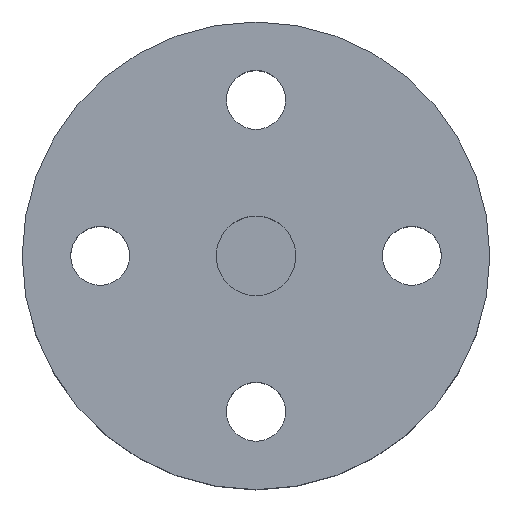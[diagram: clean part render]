
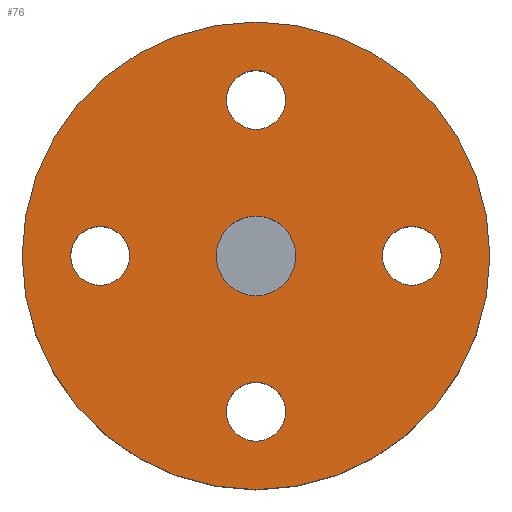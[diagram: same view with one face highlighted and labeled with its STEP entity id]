
A CAD part, top view. The second image highlights one B-rep face of the part: STEP entity #76.
In plain terms, the highlighted planar face has unit normal (0, 0, 1).
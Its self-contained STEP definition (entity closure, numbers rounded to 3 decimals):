
#9 = CARTESIAN_POINT ( 'NONE',  ( 0., 0., 0. ) ) ;
#18 = FACE_BOUND ( 'NONE', #388, .T. ) ;
#19 = ORIENTED_EDGE ( 'NONE', *, *, #313, .T. ) ;
#23 = VERTEX_POINT ( 'NONE', #387 ) ;
#26 = VERTEX_POINT ( 'NONE', #573 ) ;
#50 = AXIS2_PLACEMENT_3D ( 'NONE', #775, #726, #427 ) ;
#52 = CIRCLE ( 'NONE', #533, 1.7 ) ;
#54 = DIRECTION ( 'NONE',  ( 0., 0., -1. ) ) ;
#59 = ORIENTED_EDGE ( 'NONE', *, *, #255, .T. ) ;
#65 = CIRCLE ( 'NONE', #166, 1.7 ) ;
#69 = ORIENTED_EDGE ( 'NONE', *, *, #114, .T. ) ;
#74 = DIRECTION ( 'NONE',  ( 0., 0., 1. ) ) ;
#76 = ADVANCED_FACE ( 'NONE', ( #18, #192, #747, #456, #379, #208 ), #85, .F. ) ;
#81 = CARTESIAN_POINT ( 'NONE',  ( -10.7, 0., 0. ) ) ;
#83 = VERTEX_POINT ( 'NONE', #81 ) ;
#85 = PLANE ( 'NONE',  #267 ) ;
#86 = EDGE_LOOP ( 'NONE', ( #19, #59 ) ) ;
#95 = CARTESIAN_POINT ( 'NONE',  ( 7.3, 0., 0. ) ) ;
#97 = DIRECTION ( 'NONE',  ( 0., 0., -1. ) ) ;
#105 = DIRECTION ( 'NONE',  ( -1., 0., 0. ) ) ;
#109 = EDGE_LOOP ( 'NONE', ( #307, #521 ) ) ;
#114 = EDGE_CURVE ( 'NONE', #571, #451, #684, .T. ) ;
#118 = EDGE_LOOP ( 'NONE', ( #756, #260 ) ) ;
#121 = DIRECTION ( 'NONE',  ( 1., 0., 0. ) ) ;
#124 = CIRCLE ( 'NONE', #140, 1.7 ) ;
#137 = AXIS2_PLACEMENT_3D ( 'NONE', #617, #74, #315 ) ;
#140 = AXIS2_PLACEMENT_3D ( 'NONE', #671, #599, #754 ) ;
#155 = CARTESIAN_POINT ( 'NONE',  ( 0., 0., 0. ) ) ;
#157 = DIRECTION ( 'NONE',  ( 0., 0., 1. ) ) ;
#158 = ORIENTED_EDGE ( 'NONE', *, *, #500, .T. ) ;
#164 = CIRCLE ( 'NONE', #640, 1.7 ) ;
#166 = AXIS2_PLACEMENT_3D ( 'NONE', #275, #97, #579 ) ;
#174 = ORIENTED_EDGE ( 'NONE', *, *, #563, .T. ) ;
#176 = DIRECTION ( 'NONE',  ( 0., 0., -1. ) ) ;
#186 = CARTESIAN_POINT ( 'NONE',  ( 1.7, -9., 0. ) ) ;
#187 = ORIENTED_EDGE ( 'NONE', *, *, #425, .T. ) ;
#191 = EDGE_CURVE ( 'NONE', #451, #571, #317, .T. ) ;
#192 = FACE_BOUND ( 'NONE', #86, .T. ) ;
#194 = CARTESIAN_POINT ( 'NONE',  ( 0., -9., 0. ) ) ;
#208 = FACE_BOUND ( 'NONE', #109, .T. ) ;
#231 = CARTESIAN_POINT ( 'NONE',  ( -9., 0., 0. ) ) ;
#234 = VERTEX_POINT ( 'NONE', #292 ) ;
#239 = CIRCLE ( 'NONE', #435, 1.7 ) ;
#248 = DIRECTION ( 'NONE',  ( 1., 0., 0. ) ) ;
#249 = ORIENTED_EDGE ( 'NONE', *, *, #191, .T. ) ;
#255 = EDGE_CURVE ( 'NONE', #83, #575, #164, .T. ) ;
#260 = ORIENTED_EDGE ( 'NONE', *, *, #341, .T. ) ;
#267 = AXIS2_PLACEMENT_3D ( 'NONE', #623, #742, #325 ) ;
#275 = CARTESIAN_POINT ( 'NONE',  ( 9., 0., 0. ) ) ;
#280 = EDGE_CURVE ( 'NONE', #566, #26, #730, .T. ) ;
#292 = CARTESIAN_POINT ( 'NONE',  ( 10.7, 0., 0. ) ) ;
#297 = DIRECTION ( 'NONE',  ( 0., 0., -1. ) ) ;
#305 = CIRCLE ( 'NONE', #496, 2.3 ) ;
#307 = ORIENTED_EDGE ( 'NONE', *, *, #770, .T. ) ;
#313 = EDGE_CURVE ( 'NONE', #575, #83, #52, .T. ) ;
#315 = DIRECTION ( 'NONE',  ( 1., 0., 0. ) ) ;
#317 = CIRCLE ( 'NONE', #345, 13.5 ) ;
#325 = DIRECTION ( 'NONE',  ( 1., 0., 0. ) ) ;
#326 = VERTEX_POINT ( 'NONE', #654 ) ;
#341 = EDGE_CURVE ( 'NONE', #487, #424, #547, .T. ) ;
#345 = AXIS2_PLACEMENT_3D ( 'NONE', #155, #157, #768 ) ;
#360 = EDGE_CURVE ( 'NONE', #23, #326, #305, .T. ) ;
#375 = CARTESIAN_POINT ( 'NONE',  ( -13.5, 0., 0. ) ) ;
#379 = FACE_BOUND ( 'NONE', #118, .T. ) ;
#383 = CIRCLE ( 'NONE', #421, 2.3 ) ;
#386 = DIRECTION ( 'NONE',  ( 1., 0., 0. ) ) ;
#387 = CARTESIAN_POINT ( 'NONE',  ( -2.3, 0., 0. ) ) ;
#388 = EDGE_LOOP ( 'NONE', ( #187, #174 ) ) ;
#390 = DIRECTION ( 'NONE',  ( 1., 0., 0. ) ) ;
#393 = CARTESIAN_POINT ( 'NONE',  ( -1.7, 9., 0. ) ) ;
#408 = CARTESIAN_POINT ( 'NONE',  ( -7.3, 0., 0. ) ) ;
#410 = EDGE_LOOP ( 'NONE', ( #249, #69 ) ) ;
#420 = DIRECTION ( 'NONE',  ( 1., 0., 0. ) ) ;
#421 = AXIS2_PLACEMENT_3D ( 'NONE', #438, #557, #616 ) ;
#424 = VERTEX_POINT ( 'NONE', #186 ) ;
#425 = EDGE_CURVE ( 'NONE', #234, #662, #649, .T. ) ;
#427 = DIRECTION ( 'NONE',  ( 1., 0., 0. ) ) ;
#434 = CARTESIAN_POINT ( 'NONE',  ( 9., 0., 0. ) ) ;
#435 = AXIS2_PLACEMENT_3D ( 'NONE', #194, #443, #386 ) ;
#438 = CARTESIAN_POINT ( 'NONE',  ( 0., 0., 0. ) ) ;
#443 = DIRECTION ( 'NONE',  ( 0., 0., -1. ) ) ;
#451 = VERTEX_POINT ( 'NONE', #375 ) ;
#456 = FACE_BOUND ( 'NONE', #743, .T. ) ;
#487 = VERTEX_POINT ( 'NONE', #564 ) ;
#496 = AXIS2_PLACEMENT_3D ( 'NONE', #9, #712, #105 ) ;
#500 = EDGE_CURVE ( 'NONE', #326, #23, #383, .T. ) ;
#521 = ORIENTED_EDGE ( 'NONE', *, *, #280, .T. ) ;
#525 = EDGE_CURVE ( 'NONE', #424, #487, #239, .T. ) ;
#533 = AXIS2_PLACEMENT_3D ( 'NONE', #231, #297, #121 ) ;
#547 = CIRCLE ( 'NONE', #559, 1.7 ) ;
#557 = DIRECTION ( 'NONE',  ( 0., 0., -1. ) ) ;
#559 = AXIS2_PLACEMENT_3D ( 'NONE', #779, #54, #420 ) ;
#563 = EDGE_CURVE ( 'NONE', #662, #234, #65, .T. ) ;
#564 = CARTESIAN_POINT ( 'NONE',  ( -1.7, -9., 0. ) ) ;
#566 = VERTEX_POINT ( 'NONE', #393 ) ;
#571 = VERTEX_POINT ( 'NONE', #749 ) ;
#573 = CARTESIAN_POINT ( 'NONE',  ( 1.7, 9., 0. ) ) ;
#575 = VERTEX_POINT ( 'NONE', #408 ) ;
#579 = DIRECTION ( 'NONE',  ( 1., 0., 0. ) ) ;
#599 = DIRECTION ( 'NONE',  ( 0., 0., -1. ) ) ;
#616 = DIRECTION ( 'NONE',  ( -1., 0., 0. ) ) ;
#617 = CARTESIAN_POINT ( 'NONE',  ( 0., 0., 0. ) ) ;
#623 = CARTESIAN_POINT ( 'NONE',  ( 0., 0., 0. ) ) ;
#629 = ORIENTED_EDGE ( 'NONE', *, *, #360, .T. ) ;
#640 = AXIS2_PLACEMENT_3D ( 'NONE', #669, #176, #248 ) ;
#649 = CIRCLE ( 'NONE', #773, 1.7 ) ;
#654 = CARTESIAN_POINT ( 'NONE',  ( 2.3, 0., 0. ) ) ;
#662 = VERTEX_POINT ( 'NONE', #95 ) ;
#669 = CARTESIAN_POINT ( 'NONE',  ( -9., 0., 0. ) ) ;
#671 = CARTESIAN_POINT ( 'NONE',  ( 0., 9., 0. ) ) ;
#673 = DIRECTION ( 'NONE',  ( 0., 0., -1. ) ) ;
#684 = CIRCLE ( 'NONE', #137, 13.5 ) ;
#712 = DIRECTION ( 'NONE',  ( 0., 0., -1. ) ) ;
#726 = DIRECTION ( 'NONE',  ( 0., 0., -1. ) ) ;
#730 = CIRCLE ( 'NONE', #50, 1.7 ) ;
#742 = DIRECTION ( 'NONE',  ( 0., 0., -1. ) ) ;
#743 = EDGE_LOOP ( 'NONE', ( #629, #158 ) ) ;
#747 = FACE_OUTER_BOUND ( 'NONE', #410, .T. ) ;
#749 = CARTESIAN_POINT ( 'NONE',  ( 13.5, 0., 0. ) ) ;
#754 = DIRECTION ( 'NONE',  ( 1., 0., 0. ) ) ;
#756 = ORIENTED_EDGE ( 'NONE', *, *, #525, .T. ) ;
#768 = DIRECTION ( 'NONE',  ( 1., 0., 0. ) ) ;
#770 = EDGE_CURVE ( 'NONE', #26, #566, #124, .T. ) ;
#773 = AXIS2_PLACEMENT_3D ( 'NONE', #434, #673, #390 ) ;
#775 = CARTESIAN_POINT ( 'NONE',  ( 0., 9., 0. ) ) ;
#779 = CARTESIAN_POINT ( 'NONE',  ( 0., -9., 0. ) ) ;
